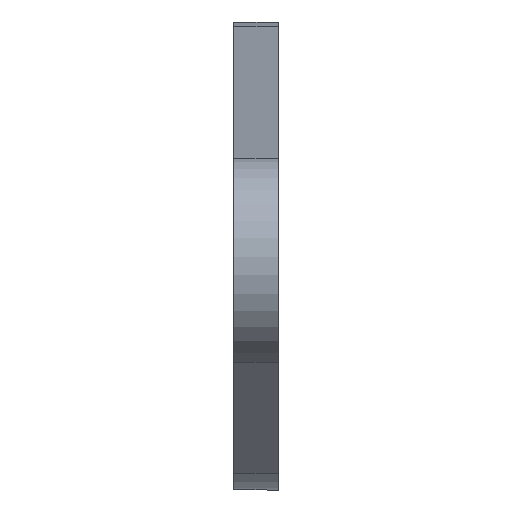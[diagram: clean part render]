
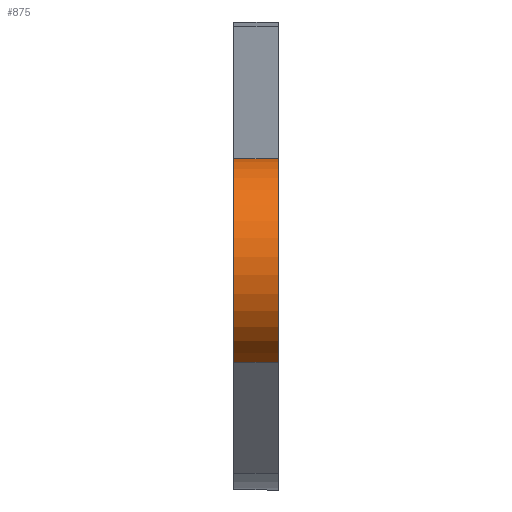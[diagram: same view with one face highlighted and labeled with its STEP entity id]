
A CAD part, top view. The second image highlights one B-rep face of the part: STEP entity #875.
In plain terms, the highlighted cylindrical face has radius 12 mm (diameter 24 mm), a partial arc.
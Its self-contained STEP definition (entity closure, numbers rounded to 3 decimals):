
#87=FACE_OUTER_BOUND('',#131,.T.);
#131=EDGE_LOOP('',(#705,#706,#707,#708));
#209=LINE('',#1521,#271);
#210=LINE('',#1527,#272);
#271=VECTOR('',#1259,10.);
#272=VECTOR('',#1266,10.);
#339=CIRCLE('',#995,12.);
#340=CIRCLE('',#996,12.);
#419=VERTEX_POINT('',#1517);
#420=VERTEX_POINT('',#1519);
#421=VERTEX_POINT('',#1523);
#422=VERTEX_POINT('',#1525);
#541=EDGE_CURVE('',#419,#420,#209,.T.);
#542=EDGE_CURVE('',#421,#419,#339,.T.);
#543=EDGE_CURVE('',#422,#420,#340,.T.);
#544=EDGE_CURVE('',#421,#422,#210,.T.);
#705=ORIENTED_EDGE('',*,*,#542,.T.);
#706=ORIENTED_EDGE('',*,*,#541,.T.);
#707=ORIENTED_EDGE('',*,*,#543,.F.);
#708=ORIENTED_EDGE('',*,*,#544,.F.);
#835=CYLINDRICAL_SURFACE('',#994,12.);
#875=ADVANCED_FACE('',(#87),#835,.T.);
#994=AXIS2_PLACEMENT_3D('',#1522,#1260,#1261);
#995=AXIS2_PLACEMENT_3D('',#1524,#1262,#1263);
#996=AXIS2_PLACEMENT_3D('',#1526,#1264,#1265);
#1259=DIRECTION('',(0.,0.,1.));
#1260=DIRECTION('center_axis',(0.,0.,1.));
#1261=DIRECTION('ref_axis',(0.91,0.414,0.));
#1262=DIRECTION('center_axis',(0.,0.,1.));
#1263=DIRECTION('ref_axis',(0.414,-0.91,0.));
#1264=DIRECTION('center_axis',(0.,0.,1.));
#1265=DIRECTION('ref_axis',(0.414,-0.91,0.));
#1266=DIRECTION('',(0.,0.,1.));
#1517=CARTESIAN_POINT('',(-406.004,68.09,0.));
#1519=CARTESIAN_POINT('',(-406.004,68.09,5.));
#1521=CARTESIAN_POINT('',(-406.004,68.09,0.));
#1522=CARTESIAN_POINT('Origin',(-401.035,57.167,0.));
#1523=CARTESIAN_POINT('',(-396.071,46.241,0.));
#1524=CARTESIAN_POINT('Origin',(-401.035,57.167,0.));
#1525=CARTESIAN_POINT('',(-396.071,46.241,5.));
#1526=CARTESIAN_POINT('Origin',(-401.035,57.167,5.));
#1527=CARTESIAN_POINT('',(-396.071,46.241,0.));
